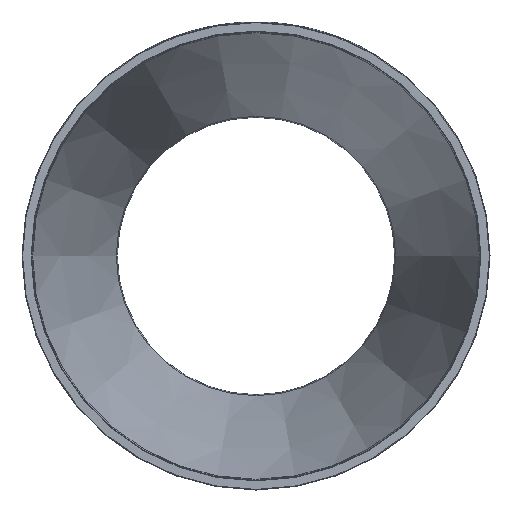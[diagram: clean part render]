
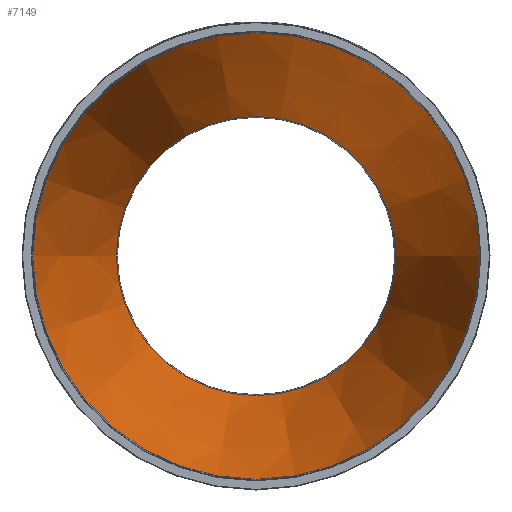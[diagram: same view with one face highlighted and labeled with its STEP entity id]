
A CAD part, left-side view. The second image highlights one B-rep face of the part: STEP entity #7149.
In plain terms, the highlighted conical face has half-angle 14.905 degrees and reference radius 39.395 mm.
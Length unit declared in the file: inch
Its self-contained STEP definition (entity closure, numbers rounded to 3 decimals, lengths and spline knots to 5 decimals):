
#13=CONICAL_SURFACE('',#7543,1.551,14.905);
#100=FACE_BOUND('',#1288,.T.);
#846=FACE_OUTER_BOUND('',#1287,.T.);
#1287=EDGE_LOOP('',(#6685));
#1288=EDGE_LOOP('',(#6686));
#1453=CIRCLE('',#7542,1.90859);
#1454=CIRCLE('',#7544,1.19341);
#3511=VERTEX_POINT('',#15726);
#3512=VERTEX_POINT('',#15729);
#4571=EDGE_CURVE('',#3511,#3511,#1453,.T.);
#4572=EDGE_CURVE('',#3512,#3512,#1454,.T.);
#6685=ORIENTED_EDGE('',*,*,#4572,.F.);
#6686=ORIENTED_EDGE('',*,*,#4571,.F.);
#7149=ADVANCED_FACE('',(#846,#100),#13,.F.);
#7542=AXIS2_PLACEMENT_3D('',#15727,#8801,#8802);
#7543=AXIS2_PLACEMENT_3D('',#15728,#8803,#8804);
#7544=AXIS2_PLACEMENT_3D('',#15730,#8805,#8806);
#8801=DIRECTION('center_axis',(1.,0.,0.));
#8802=DIRECTION('ref_axis',(0.,-1.,0.));
#8803=DIRECTION('center_axis',(-1.,0.,0.));
#8804=DIRECTION('ref_axis',(0.,1.,0.));
#8805=DIRECTION('center_axis',(-1.,0.,0.));
#8806=DIRECTION('ref_axis',(0.,-1.,0.));
#15726=CARTESIAN_POINT('',(0.4066,1.90859,0.));
#15727=CARTESIAN_POINT('Origin',(0.4066,0.,0.));
#15728=CARTESIAN_POINT('Origin',(1.75,0.,0.));
#15729=CARTESIAN_POINT('',(3.0934,1.19341,0.));
#15730=CARTESIAN_POINT('Origin',(3.0934,0.,0.));
